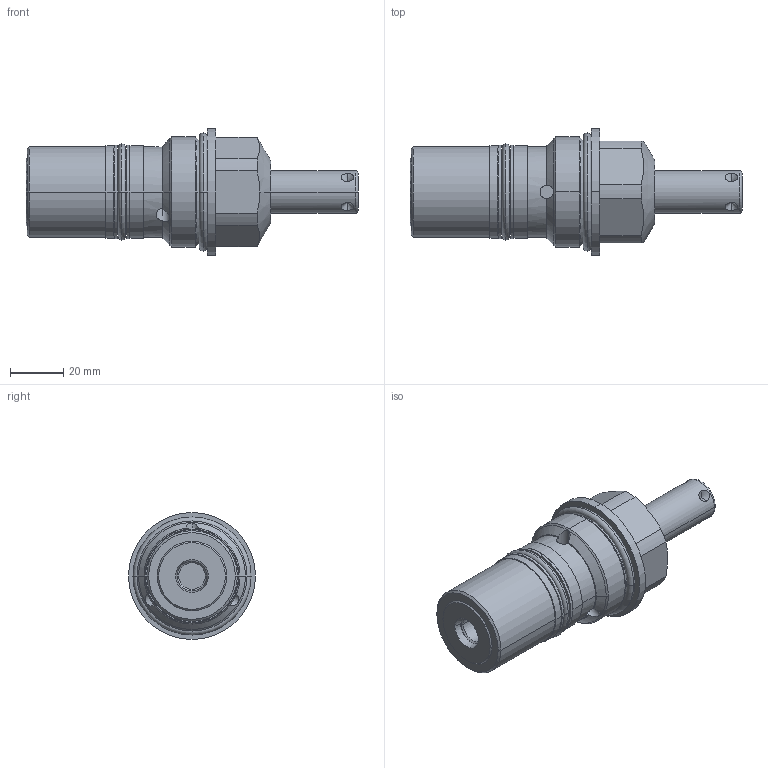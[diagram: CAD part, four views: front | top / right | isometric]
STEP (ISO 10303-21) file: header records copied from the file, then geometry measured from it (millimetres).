
FILE_DESCRIPTION((''),'2;1');
FILE_NAME('ILC25120910','2021-06-02T',('Asawyer'),(''),'PRO/ENGINEER BY PARAMETRIC TECHNOLOGY CORPORATION, 2013320','PRO/ENGINEER BY PARAMETRIC TECHNOLOGY CORPORATION, 2013320','');
FILE_SCHEMA(('CONFIG_CONTROL_DESIGN'));
Length unit declared in the file: inch
Products named in the file (1): ILC25120910
Bounding box: 124.51 x 47.62 x 47.62 mm (x, y, z)
Volume: 101684.8 mm3; surface area: 22024.2 mm2
Topology: 3 solids, 6 shells, 111 faces, 266 edges, 167 vertices
Faces by surface type: cylinder 48, plane 29, cone 24, torus 10
Entity records: 3530 total; most frequent: CARTESIAN_POINT 877, DIRECTION 590, ORIENTED_EDGE 500, EDGE_CURVE 256, AXIS2_PLACEMENT_3D 250, VERTEX_POINT 167, CIRCLE 138, EDGE_LOOP 131
